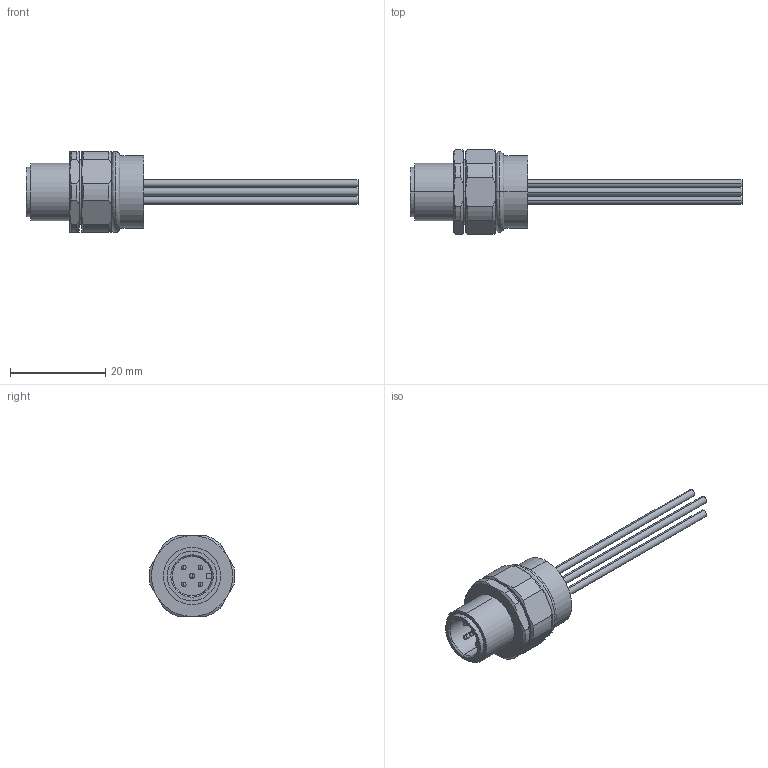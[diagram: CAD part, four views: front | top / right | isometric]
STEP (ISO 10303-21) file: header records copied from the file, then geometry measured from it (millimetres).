
FILE_DESCRIPTION (( 'STEP AP203' ), '1' );
FILE_NAME ('P191.STEP', '2020-03-31T06:11:47', ( 'edpusr' ), ( 'Microsoft' ), 'SwSTEP 2.0', 'SolidWorks 2015', '' );
FILE_SCHEMA (( 'CONFIG_CONTROL_DESIGN' ));
Length unit declared in the file: millimetre
Products named in the file (1): P191
Bounding box: 69.7 x 17.98 x 17 mm (x, y, z)
Volume: 4336 mm3; surface area: 3369 mm2
Topology: 1 solids, 1 shells, 114 faces, 280 edges, 164 vertices
Faces by surface type: cylinder 44, plane 29, cone 27, bspline 14
Entity records: 3508 total; most frequent: CARTESIAN_POINT 899, DIRECTION 541, ORIENTED_EDGE 520, EDGE_CURVE 260, AXIS2_PLACEMENT_3D 230, VERTEX_POINT 164, EDGE_LOOP 130, CIRCLE 129
